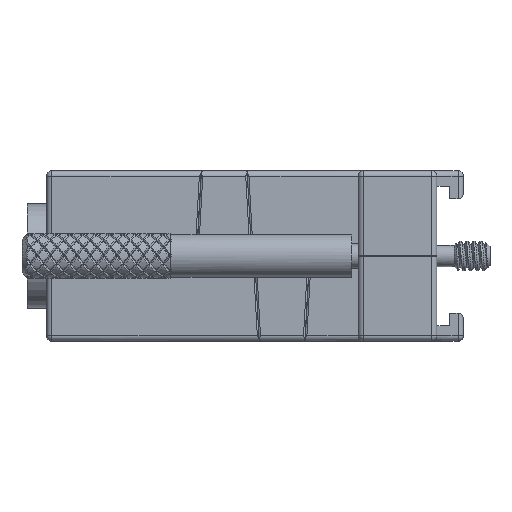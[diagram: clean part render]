
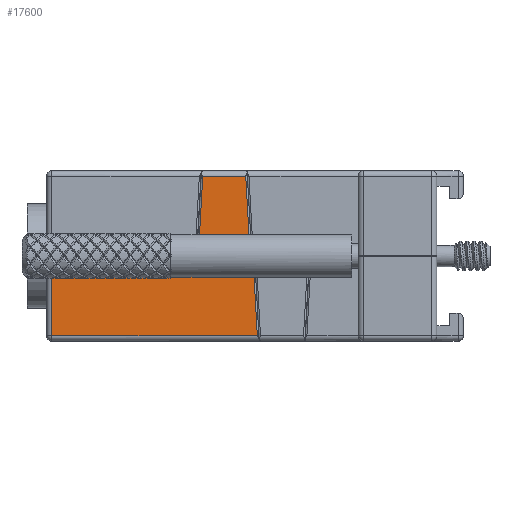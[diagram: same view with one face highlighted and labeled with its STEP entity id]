
A CAD part, left-side view. The second image highlights one B-rep face of the part: STEP entity #17600.
In plain terms, the highlighted planar face has unit normal (-1, 0, 0).
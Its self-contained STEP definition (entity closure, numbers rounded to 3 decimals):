
#3354=ORIENTED_EDGE('',*,*,#8857,.T.);
#3355=ORIENTED_EDGE('',*,*,#8991,.T.);
#3356=ORIENTED_EDGE('',*,*,#8992,.T.);
#3357=ORIENTED_EDGE('',*,*,#8993,.T.);
#3358=ORIENTED_EDGE('',*,*,#8865,.T.);
#3359=ORIENTED_EDGE('',*,*,#8994,.T.);
#3360=ORIENTED_EDGE('',*,*,#8995,.T.);
#3361=ORIENTED_EDGE('',*,*,#8996,.T.);
#8857=EDGE_CURVE('',#11682,#11681,#13239,.T.);
#8865=EDGE_CURVE('',#11690,#11689,#13245,.T.);
#8991=EDGE_CURVE('',#11681,#11802,#13353,.F.);
#8992=EDGE_CURVE('',#11802,#11803,#13354,.T.);
#8993=EDGE_CURVE('',#11803,#11690,#13355,.T.);
#8994=EDGE_CURVE('',#11689,#11804,#13356,.T.);
#8995=EDGE_CURVE('',#11804,#11805,#13357,.T.);
#8996=EDGE_CURVE('',#11805,#11682,#13358,.T.);
#11681=VERTEX_POINT('',#22075);
#11682=VERTEX_POINT('',#22077);
#11689=VERTEX_POINT('',#22091);
#11690=VERTEX_POINT('',#22093);
#11802=VERTEX_POINT('',#22351);
#11803=VERTEX_POINT('',#22353);
#11804=VERTEX_POINT('',#22356);
#11805=VERTEX_POINT('',#22358);
#13239=LINE('',#22076,#14010);
#13245=LINE('',#22092,#14016);
#13353=LINE('',#22350,#14124);
#13354=LINE('',#22352,#14125);
#13355=LINE('',#22354,#14126);
#13356=LINE('',#22355,#14127);
#13357=LINE('',#22357,#14128);
#13358=LINE('',#22359,#14129);
#14010=VECTOR('',#19750,1000.);
#14016=VECTOR('',#19760,1000.);
#14124=VECTOR('',#19944,1000.);
#14125=VECTOR('',#19945,1000.);
#14126=VECTOR('',#19946,1000.);
#14127=VECTOR('',#19947,1000.);
#14128=VECTOR('',#19948,1000.);
#14129=VECTOR('',#19949,1000.);
#14723=EDGE_LOOP('',(#3354,#3355,#3356,#3357,#3358,#3359,#3360,#3361));
#16026=FACE_BOUND('',#14723,.T.);
#17323=PLANE('',#18959);
#17600=ADVANCED_FACE('',(#16026),#17323,.T.);
#18959=AXIS2_PLACEMENT_3D('',#22349,#19942,#19943);
#19750=DIRECTION('',(0.,1.,0.));
#19760=DIRECTION('',(0.,1.,0.));
#19942=DIRECTION('',(-1.,0.,0.));
#19943=DIRECTION('',(0.,-1.,0.));
#19944=DIRECTION('',(0.,0.,1.));
#19945=DIRECTION('',(0.,-1.,0.));
#19946=DIRECTION('',(0.,0.055,0.998));
#19947=DIRECTION('',(0.,0.055,0.998));
#19948=DIRECTION('',(0.,1.,0.));
#19949=DIRECTION('',(0.,0.055,-0.998));
#22075=CARTESIAN_POINT('',(-10.1,19.1,8.));
#22076=CARTESIAN_POINT('',(-10.1,19.6,8.));
#22077=CARTESIAN_POINT('',(-10.1,5.32,8.));
#22091=CARTESIAN_POINT('',(-10.1,0.45,8.));
#22092=CARTESIAN_POINT('',(-10.1,19.6,8.));
#22093=CARTESIAN_POINT('',(-10.1,0.19,8.));
#22349=CARTESIAN_POINT('',(-10.1,19.6,0.));
#22350=CARTESIAN_POINT('',(-10.1,19.1,0.));
#22351=CARTESIAN_POINT('',(-10.1,19.1,0.5));
#22352=CARTESIAN_POINT('',(-10.1,-0.25,0.5));
#22353=CARTESIAN_POINT('',(-10.1,-0.222,0.5));
#22354=CARTESIAN_POINT('',(-10.1,-0.19,1.088));
#22355=CARTESIAN_POINT('',(-10.1,0.069,1.074));
#22356=CARTESIAN_POINT('',(-10.1,0.863,15.5));
#22357=CARTESIAN_POINT('',(-10.1,19.6,15.5));
#22358=CARTESIAN_POINT('',(-10.1,4.907,15.5));
#22359=CARTESIAN_POINT('',(-10.1,5.802,-0.759));
